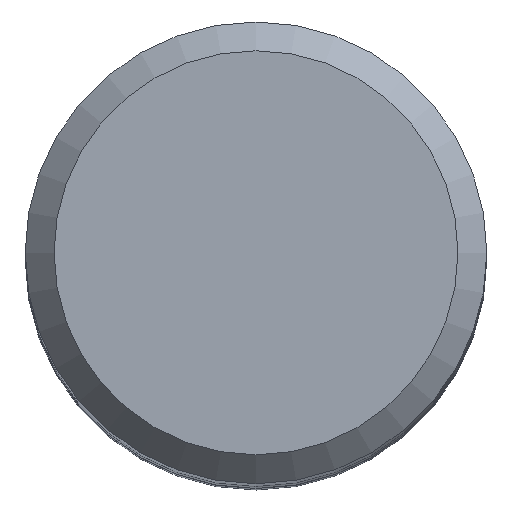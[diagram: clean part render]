
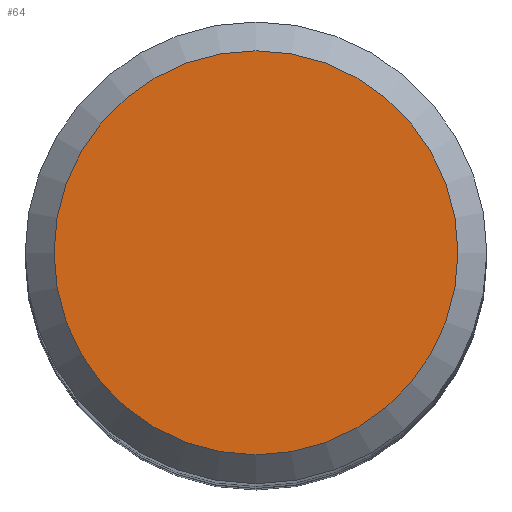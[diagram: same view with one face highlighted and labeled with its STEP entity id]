
A CAD part, top view. The second image highlights one B-rep face of the part: STEP entity #64.
In plain terms, the highlighted planar face has unit normal (0, 0, 1).
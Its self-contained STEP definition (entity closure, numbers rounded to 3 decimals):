
#55=PLANE('',#191);
#59=FACE_OUTER_BOUND('',#92,.T.);
#64=ADVANCED_FACE('',(#59),#55,.T.);
#92=EDGE_LOOP('',(#110));
#110=ORIENTED_EDGE('',*,*,#135,.F.);
#126=VERTEX_POINT('',#295);
#135=EDGE_CURVE('',#126,#126,#144,.T.);
#144=CIRCLE('',#188,7.);
#188=AXIS2_PLACEMENT_3D('',#294,#216,#217);
#191=AXIS2_PLACEMENT_3D('',#299,#222,#223);
#216=DIRECTION('',(0.,0.,-1.));
#217=DIRECTION('',(-1.,0.,0.));
#222=DIRECTION('',(0.,0.,1.));
#223=DIRECTION('',(1.,0.,0.));
#294=CARTESIAN_POINT('',(0.,0.,0.));
#295=CARTESIAN_POINT('',(-7.,0.,0.));
#299=CARTESIAN_POINT('',(7.,0.,0.));
